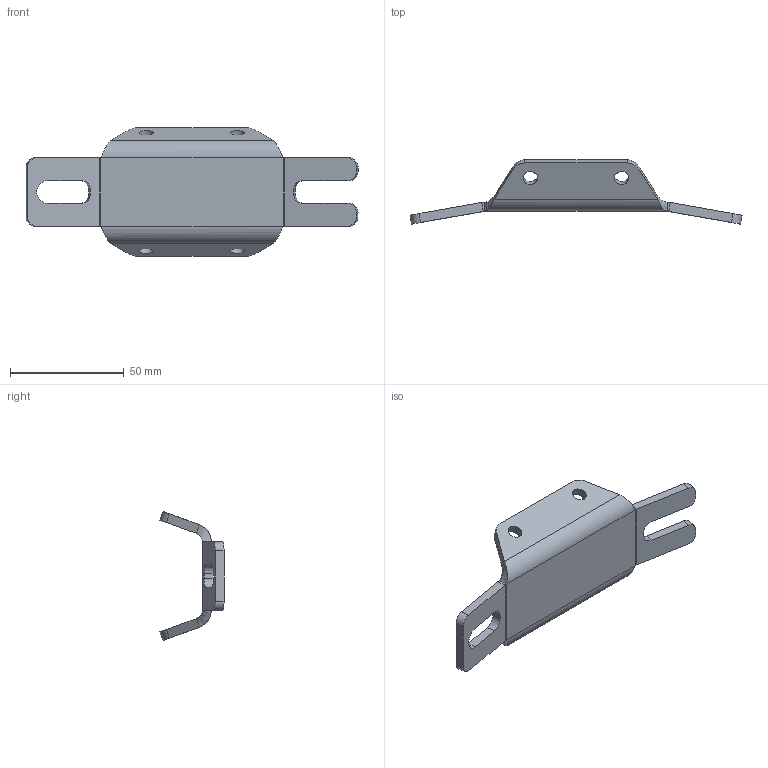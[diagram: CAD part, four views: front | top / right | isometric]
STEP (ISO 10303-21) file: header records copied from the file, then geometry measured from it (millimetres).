
FILE_DESCRIPTION(/* description */ (''),/* implementation_level */ '2;1');
FILE_NAME(/* name */ 'Skate Slide Hanger 10deg.step',/* time_stamp */ '2022-02-15T00:16:42+01:00',/* author */ (''),/* organization */ (''),/* preprocessor_version */ 'ST-DEVELOPER v18.1',/* originating_system */ 'Autodesk Translation Framework v10.13.0.1454',/* authorisation */ '');
FILE_SCHEMA (('AUTOMOTIVE_DESIGN { 1 0 10303 214 3 1 1 }'));
Length unit declared in the file: millimetre
Products named in the file (1): Skate Slide Hanger
Bounding box: 145.8 x 28.19 x 56.64 mm (x, y, z)
Volume: 27779 mm3; surface area: 16234.3 mm2
Topology: 1 solids, 1 shells, 64 faces, 158 edges, 96 vertices
Faces by surface type: plane 33, cylinder 27, bspline 4
Full cylindrical faces by diameter (mm): 6.2 x4
Entity records: 2013 total; most frequent: CARTESIAN_POINT 443, DIRECTION 318, ORIENTED_EDGE 316, EDGE_CURVE 158, AXIS2_PLACEMENT_3D 107, LINE 104, VECTOR 104, VERTEX_POINT 96
